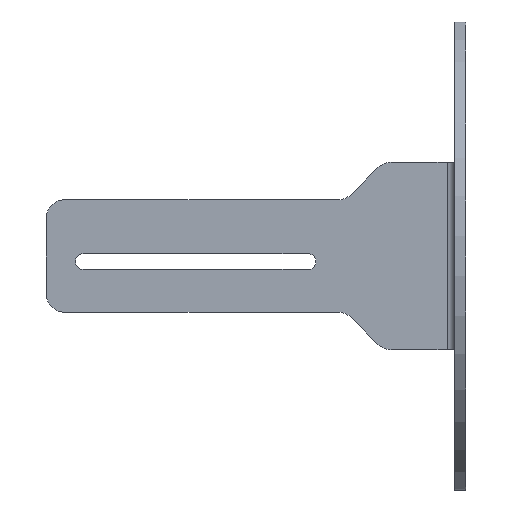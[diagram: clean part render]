
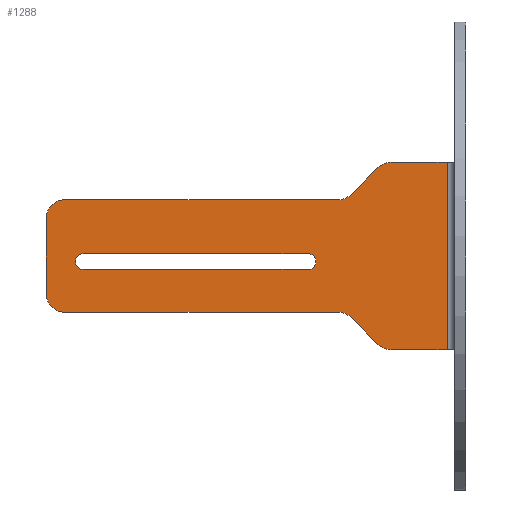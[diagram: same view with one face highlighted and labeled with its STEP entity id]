
A CAD part, left-side view. The second image highlights one B-rep face of the part: STEP entity #1288.
In plain terms, the highlighted planar face has unit normal (-1, 0, 0).
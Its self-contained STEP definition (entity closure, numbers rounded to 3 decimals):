
#16=FACE_BOUND('',#159,.T.);
#44=PLANE('',#1427);
#91=FACE_OUTER_BOUND('',#158,.T.);
#158=EDGE_LOOP('',(#984,#985,#986,#987,#988,#989,#990,#991,#992,#993,#994,
#995,#996,#997));
#159=EDGE_LOOP('',(#998,#999,#1000,#1001));
#268=LINE('',#2125,#378);
#272=LINE('',#2135,#382);
#276=LINE('',#2145,#386);
#277=LINE('',#2149,#387);
#278=LINE('',#2153,#388);
#279=LINE('',#2157,#389);
#280=LINE('',#2161,#390);
#281=LINE('',#2163,#391);
#282=LINE('',#2166,#392);
#283=LINE('',#2170,#393);
#378=VECTOR('',#1715,10.);
#382=VECTOR('',#1725,10.);
#386=VECTOR('',#1733,10.);
#387=VECTOR('',#1736,10.);
#388=VECTOR('',#1739,10.);
#389=VECTOR('',#1742,10.);
#390=VECTOR('',#1745,10.);
#391=VECTOR('',#1748,10.);
#392=VECTOR('',#1749,10.);
#393=VECTOR('',#1752,10.);
#479=CIRCLE('',#1424,5.);
#481=CIRCLE('',#1428,5.);
#482=CIRCLE('',#1429,5.);
#483=CIRCLE('',#1430,5.);
#484=CIRCLE('',#1431,5.);
#485=CIRCLE('',#1432,5.);
#486=CIRCLE('',#1433,2.1);
#487=CIRCLE('',#1434,2.1);
#593=VERTEX_POINT('',#2122);
#594=VERTEX_POINT('',#2124);
#595=VERTEX_POINT('',#2128);
#596=VERTEX_POINT('',#2129);
#597=VERTEX_POINT('',#2134);
#601=VERTEX_POINT('',#2144);
#602=VERTEX_POINT('',#2146);
#603=VERTEX_POINT('',#2148);
#604=VERTEX_POINT('',#2150);
#605=VERTEX_POINT('',#2152);
#606=VERTEX_POINT('',#2154);
#607=VERTEX_POINT('',#2156);
#608=VERTEX_POINT('',#2158);
#609=VERTEX_POINT('',#2160);
#610=VERTEX_POINT('',#2164);
#611=VERTEX_POINT('',#2165);
#612=VERTEX_POINT('',#2167);
#613=VERTEX_POINT('',#2169);
#749=EDGE_CURVE('',#593,#594,#268,.T.);
#751=EDGE_CURVE('',#595,#596,#479,.T.);
#754=EDGE_CURVE('',#596,#597,#272,.T.);
#759=EDGE_CURVE('',#601,#595,#276,.T.);
#760=EDGE_CURVE('',#602,#601,#481,.T.);
#761=EDGE_CURVE('',#603,#602,#277,.T.);
#762=EDGE_CURVE('',#604,#603,#482,.T.);
#763=EDGE_CURVE('',#605,#604,#278,.T.);
#764=EDGE_CURVE('',#606,#605,#483,.T.);
#765=EDGE_CURVE('',#607,#606,#279,.T.);
#766=EDGE_CURVE('',#608,#607,#484,.T.);
#767=EDGE_CURVE('',#609,#608,#280,.T.);
#768=EDGE_CURVE('',#594,#609,#485,.T.);
#769=EDGE_CURVE('',#597,#593,#281,.T.);
#770=EDGE_CURVE('',#610,#611,#282,.T.);
#771=EDGE_CURVE('',#611,#612,#486,.T.);
#772=EDGE_CURVE('',#612,#613,#283,.T.);
#773=EDGE_CURVE('',#613,#610,#487,.T.);
#984=ORIENTED_EDGE('',*,*,#751,.F.);
#985=ORIENTED_EDGE('',*,*,#759,.F.);
#986=ORIENTED_EDGE('',*,*,#760,.F.);
#987=ORIENTED_EDGE('',*,*,#761,.F.);
#988=ORIENTED_EDGE('',*,*,#762,.F.);
#989=ORIENTED_EDGE('',*,*,#763,.F.);
#990=ORIENTED_EDGE('',*,*,#764,.F.);
#991=ORIENTED_EDGE('',*,*,#765,.F.);
#992=ORIENTED_EDGE('',*,*,#766,.F.);
#993=ORIENTED_EDGE('',*,*,#767,.F.);
#994=ORIENTED_EDGE('',*,*,#768,.F.);
#995=ORIENTED_EDGE('',*,*,#749,.F.);
#996=ORIENTED_EDGE('',*,*,#769,.F.);
#997=ORIENTED_EDGE('',*,*,#754,.F.);
#998=ORIENTED_EDGE('',*,*,#770,.T.);
#999=ORIENTED_EDGE('',*,*,#771,.T.);
#1000=ORIENTED_EDGE('',*,*,#772,.T.);
#1001=ORIENTED_EDGE('',*,*,#773,.T.);
#1288=ADVANCED_FACE('',(#91,#16),#44,.F.);
#1424=AXIS2_PLACEMENT_3D('',#2130,#1719,#1720);
#1427=AXIS2_PLACEMENT_3D('',#2143,#1731,#1732);
#1428=AXIS2_PLACEMENT_3D('',#2147,#1734,#1735);
#1429=AXIS2_PLACEMENT_3D('',#2151,#1737,#1738);
#1430=AXIS2_PLACEMENT_3D('',#2155,#1740,#1741);
#1431=AXIS2_PLACEMENT_3D('',#2159,#1743,#1744);
#1432=AXIS2_PLACEMENT_3D('',#2162,#1746,#1747);
#1433=AXIS2_PLACEMENT_3D('',#2168,#1750,#1751);
#1434=AXIS2_PLACEMENT_3D('',#2171,#1753,#1754);
#1715=DIRECTION('',(0.,1.,0.));
#1719=DIRECTION('center_axis',(1.,0.,0.));
#1720=DIRECTION('ref_axis',(0.,0.383,0.924));
#1725=DIRECTION('',(0.,-1.,0.));
#1731=DIRECTION('center_axis',(1.,0.,0.));
#1732=DIRECTION('ref_axis',(0.,0.,-1.));
#1733=DIRECTION('',(0.,-0.707,0.707));
#1734=DIRECTION('center_axis',(-1.,0.,0.));
#1735=DIRECTION('ref_axis',(0.,-0.383,-0.924));
#1736=DIRECTION('',(0.,-1.,0.));
#1737=DIRECTION('center_axis',(1.,0.,0.));
#1738=DIRECTION('ref_axis',(0.,0.707,0.707));
#1739=DIRECTION('',(0.,0.,1.));
#1740=DIRECTION('center_axis',(1.,0.,0.));
#1741=DIRECTION('ref_axis',(0.,0.707,-0.707));
#1742=DIRECTION('',(0.,1.,0.));
#1743=DIRECTION('center_axis',(-1.,0.,0.));
#1744=DIRECTION('ref_axis',(0.,-0.383,0.924));
#1745=DIRECTION('',(0.,0.707,0.707));
#1746=DIRECTION('center_axis',(1.,0.,0.));
#1747=DIRECTION('ref_axis',(0.,0.383,-0.924));
#1748=DIRECTION('',(0.,0.,-1.));
#1749=DIRECTION('',(0.,-1.,0.));
#1750=DIRECTION('center_axis',(1.,0.,0.));
#1751=DIRECTION('ref_axis',(0.,0.,1.));
#1752=DIRECTION('',(0.,1.,0.));
#1753=DIRECTION('center_axis',(1.,0.,0.));
#1754=DIRECTION('ref_axis',(0.,0.,
-1.));
#2122=CARTESIAN_POINT('',(11.61,3.5,-28.733));
#2124=CARTESIAN_POINT('',(11.61,18.429,-28.733));
#2125=CARTESIAN_POINT('',(11.61,20.5,-28.733));
#2128=CARTESIAN_POINT('',(11.61,21.964,19.803));
#2129=CARTESIAN_POINT('',(11.61,18.429,21.267));
#2130=CARTESIAN_POINT('Origin',(11.61,18.429,16.267));
#2134=CARTESIAN_POINT('',(11.61,3.5,21.267));
#2135=CARTESIAN_POINT('',(11.61,-1.5,21.267));
#2143=CARTESIAN_POINT('Origin',(11.61,50.144,-3.733));
#2144=CARTESIAN_POINT('',(11.61,29.036,12.732));
#2145=CARTESIAN_POINT('',(11.61,20.5,21.267));
#2146=CARTESIAN_POINT('',(11.61,32.571,11.267));
#2147=CARTESIAN_POINT('Origin',(11.61,32.571,16.267));
#2148=CARTESIAN_POINT('',(11.61,105.5,11.267));
#2149=CARTESIAN_POINT('',(11.61,30.5,11.267));
#2150=CARTESIAN_POINT('',(11.61,110.5,6.267));
#2151=CARTESIAN_POINT('Origin',(11.61,105.5,6.267));
#2152=CARTESIAN_POINT('',(11.61,110.5,-13.733));
#2153=CARTESIAN_POINT('',(11.61,110.5,11.267));
#2154=CARTESIAN_POINT('',(11.61,105.5,-18.733));
#2155=CARTESIAN_POINT('Origin',(11.61,105.5,-13.733));
#2156=CARTESIAN_POINT('',(11.61,32.571,-18.733));
#2157=CARTESIAN_POINT('',(11.61,110.5,-18.733));
#2158=CARTESIAN_POINT('',(11.61,29.036,-20.197));
#2159=CARTESIAN_POINT('Origin',(11.61,32.571,-23.733));
#2160=CARTESIAN_POINT('',(11.61,21.964,-27.268));
#2161=CARTESIAN_POINT('',(11.61,30.5,-18.733));
#2162=CARTESIAN_POINT('Origin',(11.61,18.429,-23.733));
#2163=CARTESIAN_POINT('',(11.61,3.5,-3.733));
#2164=CARTESIAN_POINT('',(11.61,100.6,-3.133));
#2165=CARTESIAN_POINT('',(11.61,40.6,-3.133));
#2166=CARTESIAN_POINT('',(11.61,75.372,-3.133));
#2167=CARTESIAN_POINT('',(11.61,40.6,-7.333));
#2168=CARTESIAN_POINT('Origin',(11.61,40.6,-5.233));
#2169=CARTESIAN_POINT('',(11.61,100.6,-7.333));
#2170=CARTESIAN_POINT('',(11.61,45.372,-7.333));
#2171=CARTESIAN_POINT('Origin',(11.61,100.6,-5.233));
